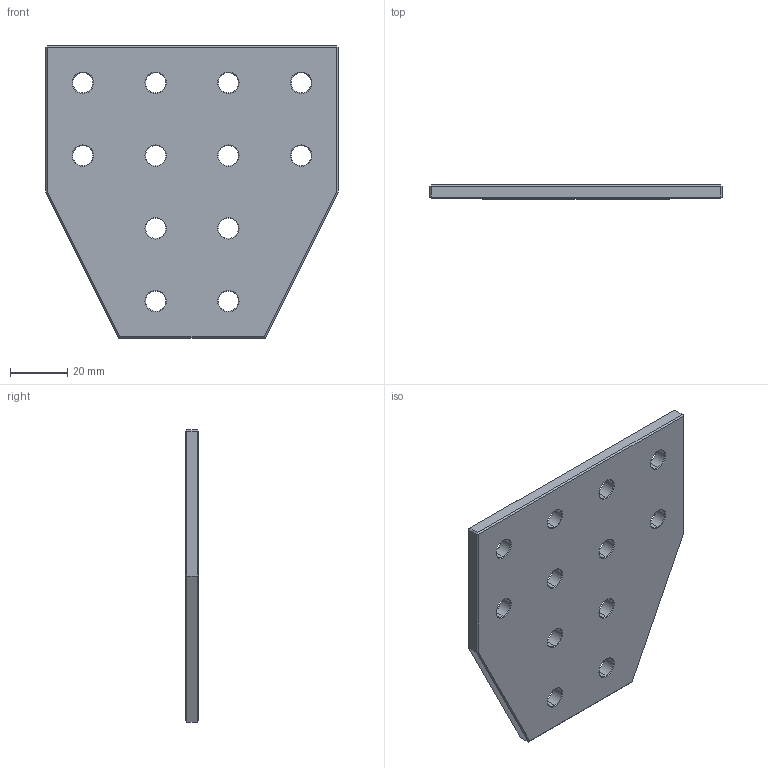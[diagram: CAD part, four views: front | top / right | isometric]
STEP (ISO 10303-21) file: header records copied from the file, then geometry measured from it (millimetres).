
FILE_DESCRIPTION (( 'STEP AP203' ), '1' );
FILE_NAME ('166244.step', '2023-10-19T16:46:39', ( '' ), ( '' ), 'SwSTEP 2.0', 'SolidWorks 2023', '' );
FILE_SCHEMA (( 'CONFIG_CONTROL_DESIGN' ));
Length unit declared in the file: millimetre
Products named in the file (1): 166244
Bounding box: 102 x 4.76 x 102 mm (x, y, z)
Volume: 41046.2 mm3; surface area: 20002.7 mm2
Topology: 1 solids, 1 shells, 98 faces, 220 edges, 124 vertices
Faces by surface type: cone 48, plane 26, cylinder 24
Entity records: 2801 total; most frequent: DIRECTION 514, CARTESIAN_POINT 443, ORIENTED_EDGE 440, EDGE_CURVE 220, AXIS2_PLACEMENT_3D 195, LINE 124, VECTOR 124, VERTEX_POINT 124
